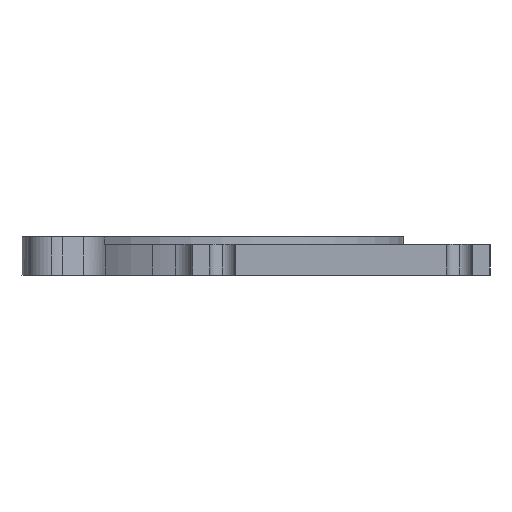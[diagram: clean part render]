
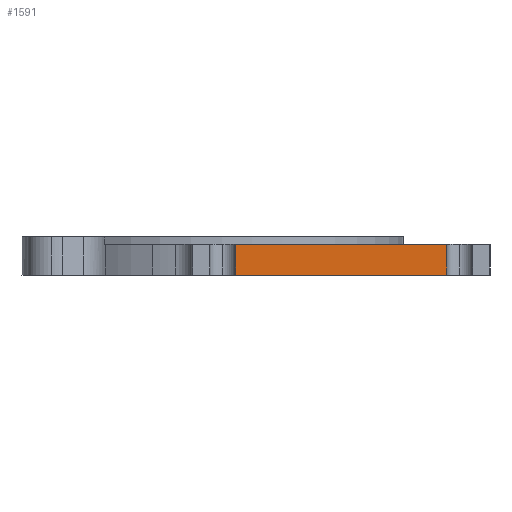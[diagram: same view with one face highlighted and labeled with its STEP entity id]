
A CAD part, left-side view. The second image highlights one B-rep face of the part: STEP entity #1591.
In plain terms, the highlighted planar face has unit normal (-1, 0, 0).
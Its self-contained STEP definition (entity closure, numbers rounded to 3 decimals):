
#14 = CARTESIAN_POINT ( 'NONE',  ( -43.045, 37.133, 5. ) ) ;
#111 = DIRECTION ( 'NONE',  ( 0., 0., -1. ) ) ;
#117 = DIRECTION ( 'NONE',  ( 1., 0., 0. ) ) ;
#164 = LINE ( 'NONE', #1032, #1622 ) ;
#290 = EDGE_CURVE ( 'NONE', #1070, #552, #935, .T. ) ;
#397 = ORIENTED_EDGE ( 'NONE', *, *, #708, .F. ) ;
#398 = VERTEX_POINT ( 'NONE', #519 ) ;
#405 = PLANE ( 'NONE',  #1300 ) ;
#413 = EDGE_CURVE ( 'NONE', #398, #552, #164, .T. ) ;
#438 = VERTEX_POINT ( 'NONE', #773 ) ;
#488 = ORIENTED_EDGE ( 'NONE', *, *, #290, .F. ) ;
#519 = CARTESIAN_POINT ( 'NONE',  ( -43.045, 31.5, 5. ) ) ;
#552 = VERTEX_POINT ( 'NONE', #1344 ) ;
#584 = LINE ( 'NONE', #1371, #1041 ) ;
#590 = DIRECTION ( 'NONE',  ( 0., 0., 1. ) ) ;
#609 = VECTOR ( 'NONE', #1284, 1000. ) ;
#681 = FACE_OUTER_BOUND ( 'NONE', #1421, .T. ) ;
#706 = VECTOR ( 'NONE', #1420, 1000. ) ;
#708 = EDGE_CURVE ( 'NONE', #398, #438, #1760, .T. ) ;
#773 = CARTESIAN_POINT ( 'NONE',  ( -43.045, 3.983, 5. ) ) ;
#868 = ORIENTED_EDGE ( 'NONE', *, *, #1749, .T. ) ;
#890 = ORIENTED_EDGE ( 'NONE', *, *, #413, .T. ) ;
#935 = LINE ( 'NONE', #1164, #609 ) ;
#1032 = CARTESIAN_POINT ( 'NONE',  ( -43.045, 31.5, 0. ) ) ;
#1041 = VECTOR ( 'NONE', #590, 1000. ) ;
#1070 = VERTEX_POINT ( 'NONE', #1081 ) ;
#1081 = CARTESIAN_POINT ( 'NONE',  ( -43.045, 3.983, 1. ) ) ;
#1164 = CARTESIAN_POINT ( 'NONE',  ( -43.045, -24.979, 1. ) ) ;
#1276 = CARTESIAN_POINT ( 'NONE',  ( -43.045, 37.133, 5. ) ) ;
#1284 = DIRECTION ( 'NONE',  ( 0., 1., 0. ) ) ;
#1300 = AXIS2_PLACEMENT_3D ( 'NONE', #14, #117, #111 ) ;
#1344 = CARTESIAN_POINT ( 'NONE',  ( -43.045, 31.5, 1. ) ) ;
#1371 = CARTESIAN_POINT ( 'NONE',  ( -43.045, 3.983, 0. ) ) ;
#1420 = DIRECTION ( 'NONE',  ( 0., -1., 0. ) ) ;
#1421 = EDGE_LOOP ( 'NONE', ( #488, #868, #397, #890 ) ) ;
#1591 = ADVANCED_FACE ( 'NONE', ( #681 ), #405, .F. ) ;
#1600 = DIRECTION ( 'NONE',  ( 0., 0., -1. ) ) ;
#1622 = VECTOR ( 'NONE', #1600, 1000. ) ;
#1749 = EDGE_CURVE ( 'NONE', #1070, #438, #584, .T. ) ;
#1760 = LINE ( 'NONE', #1276, #706 ) ;
